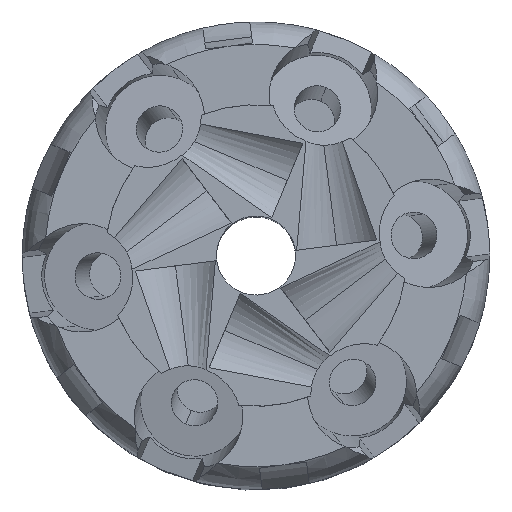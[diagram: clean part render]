
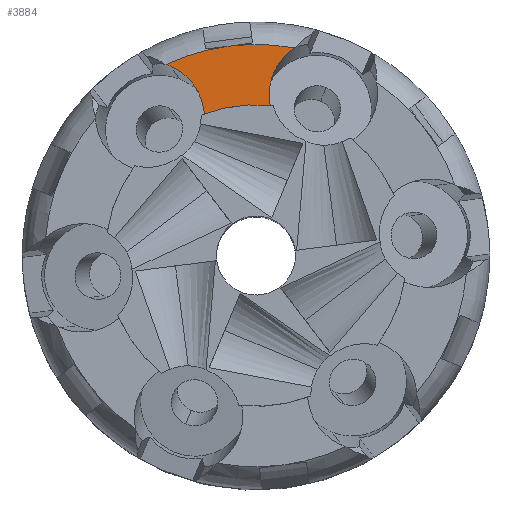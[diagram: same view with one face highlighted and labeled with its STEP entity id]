
A CAD part, top view. The second image highlights one B-rep face of the part: STEP entity #3884.
In plain terms, the highlighted planar face has unit normal (0, 0, 1).
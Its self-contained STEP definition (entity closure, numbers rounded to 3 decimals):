
#102 = CARTESIAN_POINT ( 'NONE',  ( -4.041, 5.734, 32.089 ) ) ;
#105 = DIRECTION ( 'NONE',  ( -0.385, -0.923, 0. ) ) ;
#153 = ORIENTED_EDGE ( 'NONE', *, *, #693, .T. ) ;
#410 = CARTESIAN_POINT ( 'NONE',  ( 4.844, 8.202, 32.089 ) ) ;
#646 = CARTESIAN_POINT ( 'NONE',  ( 4.19, 7.593, 32.089 ) ) ;
#693 = EDGE_CURVE ( 'NONE', #2376, #6472, #2383, .T. ) ;
#1071 = CARTESIAN_POINT ( 'NONE',  ( 5.263, 8.507, 32.089 ) ) ;
#1145 = CARTESIAN_POINT ( 'NONE',  ( -2.723, 2.659, 32.089 ) ) ;
#1173 = CARTESIAN_POINT ( 'NONE',  ( -3.512, 5.083, 32.089 ) ) ;
#1680 = CARTESIAN_POINT ( 'NONE',  ( 3.027, 3.853, 32.089 ) ) ;
#1683 = ORIENTED_EDGE ( 'NONE', *, *, #11563, .T. ) ;
#1728 = CARTESIAN_POINT ( 'NONE',  ( 4.844, 8.202, 32.089 ) ) ;
#1802 = CARTESIAN_POINT ( 'NONE',  ( -1.791, 2.999, 32.089 ) ) ;
#2132 = EDGE_CURVE ( 'NONE', #4351, #10953, #8369, .T. ) ;
#2241 = CARTESIAN_POINT ( 'NONE',  ( -2.959, 3.955, 32.089 ) ) ;
#2255 = CARTESIAN_POINT ( 'NONE',  ( -5.745, 6.915, 32.089 ) ) ;
#2354 = CARTESIAN_POINT ( 'NONE',  ( -2.776, 3.14, 32.089 ) ) ;
#2376 = VERTEX_POINT ( 'NONE', #7206 ) ;
#2383 = B_SPLINE_CURVE_WITH_KNOTS ( 'NONE', 3,
 ( #2354, #8431, #12873, #1145 ),
 .UNSPECIFIED., .F., .F.,
 ( 4, 4 ),
 ( 0., 1. ),
 .UNSPECIFIED. ) ;
#2502 = CARTESIAN_POINT ( 'NONE',  ( -0.53, 8.666, 32.089 ) ) ;
#2703 = VERTEX_POINT ( 'NONE', #3325 ) ;
#3017 = EDGE_CURVE ( 'NONE', #11942, #9833, #11391, .T. ) ;
#3142 = EDGE_CURVE ( 'NONE', #2703, #8138, #8190, .T. ) ;
#3302 = CARTESIAN_POINT ( 'NONE',  ( -2.776, 3.14, 32.089 ) ) ;
#3325 = CARTESIAN_POINT ( 'NONE',  ( -0.53, 8.666, 32.089 ) ) ;
#3704 = CARTESIAN_POINT ( 'NONE',  ( 5.263, 8.507, 32.089 ) ) ;
#3820 = EDGE_CURVE ( 'NONE', #9833, #8138, #5971, .T. ) ;
#3884 = ADVANCED_FACE ( 'NONE', ( #7544 ), #8509, .T. ) ;
#4288 = CARTESIAN_POINT ( 'NONE',  ( 1.394, 8.914, 32.089 ) ) ;
#4328 = CARTESIAN_POINT ( 'NONE',  ( -5.006, 6.531, 32.089 ) ) ;
#4351 = VERTEX_POINT ( 'NONE', #5297 ) ;
#4391 = AXIS2_PLACEMENT_3D ( 'NONE', #12759, #6435, #105 ) ;
#4885 = CARTESIAN_POINT ( 'NONE',  ( 3.161, 5.625, 32.089 ) ) ;
#4898 = B_SPLINE_CURVE_WITH_KNOTS ( 'NONE', 3,
 ( #6335, #8502, #10653, #4328, #11703, #5373, #12752, #6431, #102, #7505, #1173, #8552, #2241, #9635, #3302 ),
 .UNSPECIFIED., .F., .F.,
 ( 4, 1, 2, 2, 2, 2, 2, 4 ),
 ( 0., 0.125, 0.188, 0.25, 0.375, 0.5, 0.75, 1. ),
 .UNSPECIFIED. ) ;
#5007 = CARTESIAN_POINT ( 'NONE',  ( 1.138, 3.487, 32.089 ) ) ;
#5297 = CARTESIAN_POINT ( 'NONE',  ( -6.093, 7.045, 32.089 ) ) ;
#5373 = CARTESIAN_POINT ( 'NONE',  ( -4.745, 6.353, 32.089 ) ) ;
#5434 = CARTESIAN_POINT ( 'NONE',  ( 5.263, 8.507, 32.089 ) ) ;
#5919 = CARTESIAN_POINT ( 'NONE',  ( 3.479, 6.461, 32.089 ) ) ;
#5971 = B_SPLINE_CURVE_WITH_KNOTS ( 'NONE', 3,
 ( #9498, #6341, #7408, #1071 ),
 .UNSPECIFIED., .F., .F.,
 ( 4, 4 ),
 ( 0., 1. ),
 .UNSPECIFIED. ) ;
#6045 = CARTESIAN_POINT ( 'NONE',  ( 3.114, 3.41, 32.089 ) ) ;
#6167 = ORIENTED_EDGE ( 'NONE', *, *, #2132, .T. ) ;
#6335 = CARTESIAN_POINT ( 'NONE',  ( -5.745, 6.915, 32.089 ) ) ;
#6341 = CARTESIAN_POINT ( 'NONE',  ( 4.978, 8.311, 32.089 ) ) ;
#6363 = ORIENTED_EDGE ( 'NONE', *, *, #9523, .T. ) ;
#6431 = CARTESIAN_POINT ( 'NONE',  ( -4.338, 6.027, 32.089 ) ) ;
#6435 = DIRECTION ( 'NONE',  ( 0., 0., 1. ) ) ;
#6447 = CARTESIAN_POINT ( 'NONE',  ( -6.093, 7.045, 32.089 ) ) ;
#6472 = VERTEX_POINT ( 'NONE', #11454 ) ;
#6665 = CARTESIAN_POINT ( 'NONE',  ( -6.093, 7.045, 32.089 ) ) ;
#6987 = CARTESIAN_POINT ( 'NONE',  ( 3.803, 7.046, 32.089 ) ) ;
#7206 = CARTESIAN_POINT ( 'NONE',  ( -2.776, 3.14, 32.089 ) ) ;
#7408 = CARTESIAN_POINT ( 'NONE',  ( 5.118, 8.413, 32.089 ) ) ;
#7505 = CARTESIAN_POINT ( 'NONE',  ( -3.9, 5.576, 32.089 ) ) ;
#7518 = CARTESIAN_POINT ( 'NONE',  ( -0.53, 8.666, 32.089 ) ) ;
#7544 = FACE_OUTER_BOUND ( 'NONE', #13026, .T. ) ;
#8050 = CARTESIAN_POINT ( 'NONE',  ( 4.494, 7.917, 32.089 ) ) ;
#8138 = VERTEX_POINT ( 'NONE', #3704 ) ;
#8190 = B_SPLINE_CURVE_WITH_KNOTS ( 'NONE', 3,
 ( #7518, #4288, #11759, #5434 ),
 .UNSPECIFIED., .F., .F.,
 ( 4, 4 ),
 ( 0., 1. ),
 .UNSPECIFIED. ) ;
#8369 = B_SPLINE_CURVE_WITH_KNOTS ( 'NONE', 3,
 ( #6447, #10622, #8571, #2255 ),
 .UNSPECIFIED., .F., .F.,
 ( 4, 4 ),
 ( 0., 1. ),
 .UNSPECIFIED. ) ;
#8431 = CARTESIAN_POINT ( 'NONE',  ( -2.75, 2.98, 32.089 ) ) ;
#8502 = CARTESIAN_POINT ( 'NONE',  ( -5.552, 6.834, 32.089 ) ) ;
#8509 = PLANE ( 'NONE',  #4391 ) ;
#8552 = CARTESIAN_POINT ( 'NONE',  ( -3.297, 4.724, 32.089 ) ) ;
#8571 = CARTESIAN_POINT ( 'NONE',  ( -5.859, 6.962, 32.089 ) ) ;
#8584 = ORIENTED_EDGE ( 'NONE', *, *, #11648, .F. ) ;
#8625 = ORIENTED_EDGE ( 'NONE', *, *, #3142, .F. ) ;
#8766 = B_SPLINE_CURVE_WITH_KNOTS ( 'NONE', 3,
 ( #9196, #1802, #11320, #5007, #12379, #6045 ),
 .UNSPECIFIED., .F., .F.,
 ( 4, 2, 4 ),
 ( 0., 0.5, 1. ),
 .UNSPECIFIED. ) ;
#8837 = CARTESIAN_POINT ( 'NONE',  ( -2.453, 8.419, 32.089 ) ) ;
#9196 = CARTESIAN_POINT ( 'NONE',  ( -2.723, 2.659, 32.089 ) ) ;
#9498 = CARTESIAN_POINT ( 'NONE',  ( 4.844, 8.202, 32.089 ) ) ;
#9523 = EDGE_CURVE ( 'NONE', #6472, #11942, #8766, .T. ) ;
#9635 = CARTESIAN_POINT ( 'NONE',  ( -2.842, 3.555, 32.089 ) ) ;
#9833 = VERTEX_POINT ( 'NONE', #410 ) ;
#10140 = CARTESIAN_POINT ( 'NONE',  ( 3.114, 3.41, 32.089 ) ) ;
#10205 = B_SPLINE_CURVE_WITH_KNOTS ( 'NONE', 3,
 ( #6665, #12983, #8837, #2502 ),
 .UNSPECIFIED., .F., .F.,
 ( 4, 4 ),
 ( 0., 1. ),
 .UNSPECIFIED. ) ;
#10622 = CARTESIAN_POINT ( 'NONE',  ( -5.975, 7.005, 32.089 ) ) ;
#10653 = CARTESIAN_POINT ( 'NONE',  ( -5.272, 6.696, 32.089 ) ) ;
#10822 = ORIENTED_EDGE ( 'NONE', *, *, #3820, .T. ) ;
#10953 = VERTEX_POINT ( 'NONE', #13212 ) ;
#11190 = CARTESIAN_POINT ( 'NONE',  ( 3.068, 5.188, 32.089 ) ) ;
#11320 = CARTESIAN_POINT ( 'NONE',  ( -0.831, 3.233, 32.089 ) ) ;
#11391 = B_SPLINE_CURVE_WITH_KNOTS ( 'NONE', 3,
 ( #10140, #1680, #12200, #11190, #4885, #12246, #5919, #13300, #6987, #646, #8050, #1728 ),
 .UNSPECIFIED., .F., .F.,
 ( 4, 2, 2, 2, 2, 4 ),
 ( 0., 0.25, 0.5, 0.625, 0.75, 1. ),
 .UNSPECIFIED. ) ;
#11454 = CARTESIAN_POINT ( 'NONE',  ( -2.723, 2.659, 32.089 ) ) ;
#11563 = EDGE_CURVE ( 'NONE', #10953, #2376, #4898, .T. ) ;
#11648 = EDGE_CURVE ( 'NONE', #4351, #2703, #10205, .T. ) ;
#11703 = CARTESIAN_POINT ( 'NONE',  ( -4.832, 6.415, 32.089 ) ) ;
#11759 = CARTESIAN_POINT ( 'NONE',  ( 3.356, 8.86, 32.089 ) ) ;
#11942 = VERTEX_POINT ( 'NONE', #13645 ) ;
#12200 = CARTESIAN_POINT ( 'NONE',  ( 3., 4.295, 32.089 ) ) ;
#12246 = CARTESIAN_POINT ( 'NONE',  ( 3.39, 6.257, 32.089 ) ) ;
#12379 = CARTESIAN_POINT ( 'NONE',  ( 2.125, 3.504, 32.089 ) ) ;
#12752 = CARTESIAN_POINT ( 'NONE',  ( -4.495, 6.163, 32.089 ) ) ;
#12759 = CARTESIAN_POINT ( 'NONE',  ( -13.01, -21.222, 32.089 ) ) ;
#12827 = ORIENTED_EDGE ( 'NONE', *, *, #3017, .T. ) ;
#12873 = CARTESIAN_POINT ( 'NONE',  ( -2.733, 2.82, 32.089 ) ) ;
#12983 = CARTESIAN_POINT ( 'NONE',  ( -4.338, 7.869, 32.089 ) ) ;
#13026 = EDGE_LOOP ( 'NONE', ( #6167, #1683, #153, #6363, #12827, #10822, #8625, #8584 ) ) ;
#13212 = CARTESIAN_POINT ( 'NONE',  ( -5.745, 6.915, 32.089 ) ) ;
#13300 = CARTESIAN_POINT ( 'NONE',  ( 3.685, 6.855, 32.089 ) ) ;
#13645 = CARTESIAN_POINT ( 'NONE',  ( 3.114, 3.41, 32.089 ) ) ;
